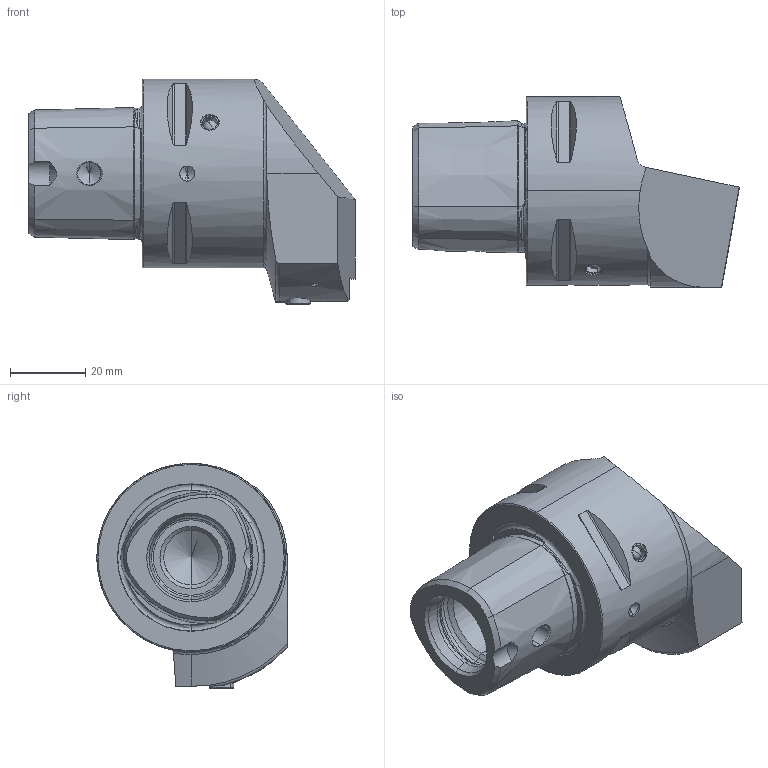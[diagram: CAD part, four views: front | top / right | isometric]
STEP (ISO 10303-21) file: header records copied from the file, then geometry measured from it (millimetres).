
FILE_DESCRIPTION (( 'STEP AP203' ), '1' );
FILE_NAME ('PS5.KGC.RGR.060.STEP', '2024-08-22T13:27:42', ( '' ), ( '' ), 'SwSTEP 2.0', 'SolidWorks 2022', '' );
FILE_SCHEMA (( 'CONFIG_CONTROL_DESIGN' ));
Length unit declared in the file: millimetre
Products named in the file (5): KVT_MB_600_050; PS5.KGC.RGR.060; WGC.ER2.001.015; WGC-ER3.001.009_A; PS5-KGC.RGR.060_A_Fertigbearbeitung
Assembly tree (4 placements, depth 2):
  PS5.KGC.RGR.060
    PS5-KGC.RGR.060_A_Fertigbearbeitung
    WGC-ER3.001.009_A
    WGC.ER2.001.015
    KVT_MB_600_050
Bounding box: 86.52 x 50.5 x 59.77 mm (x, y, z)
Volume: 94739.9 mm3; surface area: 19743.5 mm2
Topology: 5 solids, 5 shells, 265 faces, 631 edges, 376 vertices
Faces by surface type: cone 97, cylinder 89, plane 42, torus 35, sphere 2
Entity records: 8855 total; most frequent: CARTESIAN_POINT 2373, DIRECTION 1299, ORIENTED_EDGE 1228, EDGE_CURVE 614, AXIS2_PLACEMENT_3D 541, VERTEX_POINT 373, EDGE_LOOP 287, CIRCLE 269
